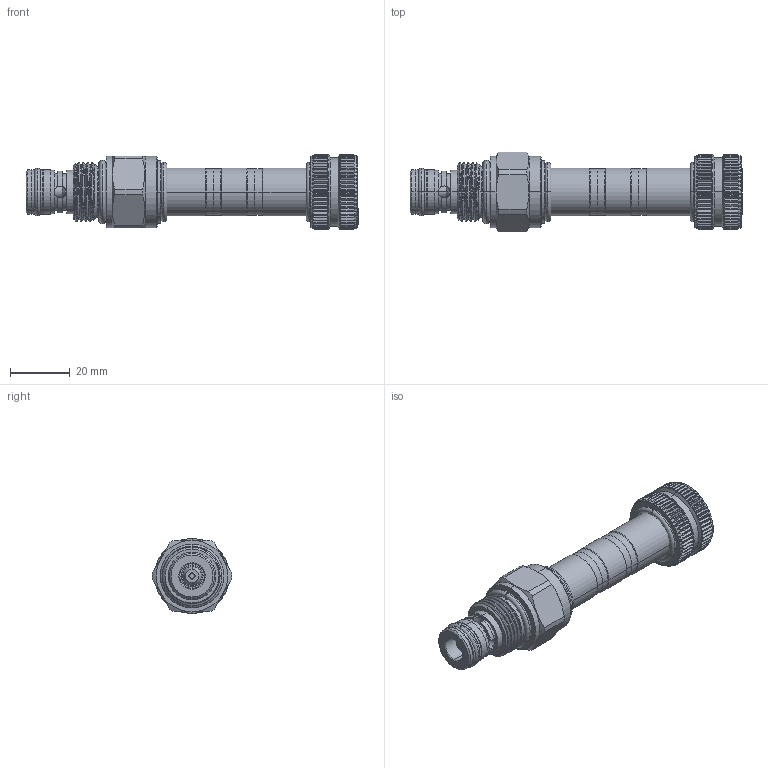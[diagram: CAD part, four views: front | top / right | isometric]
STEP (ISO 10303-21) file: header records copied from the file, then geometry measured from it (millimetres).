
FILE_DESCRIPTION (( 'STEP AP203' ), '1' );
FILE_NAME ('EP20M2C51P04.STEP', '2020-03-31T05:16:07', ( '' ), ( '' ), 'SwSTEP 2.0', 'SolidWorks 2018', '' );
FILE_SCHEMA (( 'CONFIG_CONTROL_DESIGN' ));
Length unit declared in the file: millimetre
Products named in the file (1): EP20M2C51P04
Bounding box: 110.86 x 26.66 x 25 mm (x, y, z)
Volume: 23447.6 mm3; surface area: 21929.4 mm2
Topology: 15 solids, 15 shells, 1371 faces, 3546 edges, 2225 vertices
Faces by surface type: cylinder 582, plane 479, cone 222, torus 58, bspline 30
Entity records: 55792 total; most frequent: CARTESIAN_POINT 23598, ORIENTED_EDGE 7092, DIRECTION 6398, EDGE_CURVE 3546, AXIS2_PLACEMENT_3D 2513, VERTEX_POINT 2225, EDGE_LOOP 1431, VECTOR 1372
